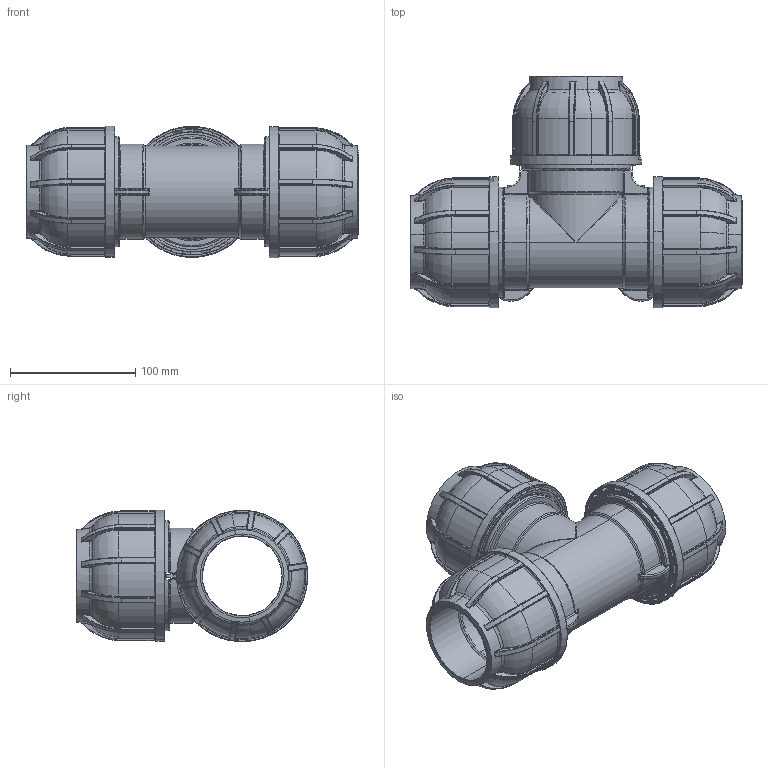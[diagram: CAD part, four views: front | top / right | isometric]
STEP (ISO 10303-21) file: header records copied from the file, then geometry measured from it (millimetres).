
FILE_DESCRIPTION (( 'STEP AP203' ), '1' );
FILE_NAME ('R214.063.000.step', '2013-11-19T09:23:19', ( 'Alusic' ), ( 'Alusic' ), 'SwSTEP 2.0', 'SolidWorks 2011', '' );
FILE_SCHEMA (( 'CONFIG_CONTROL_DESIGN' ));
Length unit declared in the file: millimetre
Products named in the file (1): R214.063.000
Bounding box: 265.6 x 185.33 x 105.19 mm (x, y, z)
Surface area: 227719.8 mm2 (no closed solid volume)
Topology: 0 solids, 87 shells, 1546 faces, 5363 edges, 3689 vertices
Faces by surface type: cylinder 428, bspline 364, torus 357, plane 348, cone 33, sphere 16
Entity records: 78386 total; most frequent: CARTESIAN_POINT 37357, ORIENTED_EDGE 8066, DIRECTION 8058, EDGE_CURVE 5351, VERTEX_POINT 3689, AXIS2_PLACEMENT_3D 3390, CIRCLE 2207, B_SPLINE_CURVE_WITH_KNOTS 1704
